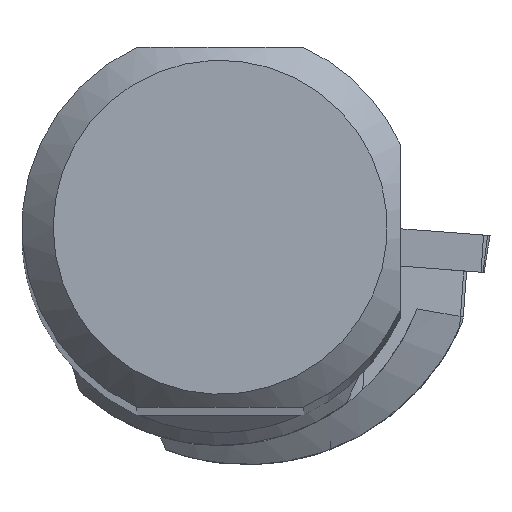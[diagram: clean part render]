
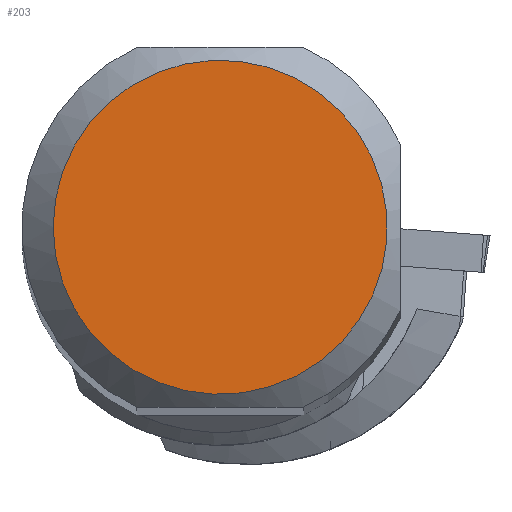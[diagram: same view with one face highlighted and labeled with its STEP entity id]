
A CAD part, top view. The second image highlights one B-rep face of the part: STEP entity #203.
In plain terms, the highlighted planar face has unit normal (0, 0, 1).
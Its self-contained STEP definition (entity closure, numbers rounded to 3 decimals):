
#158=FACE_OUTER_BOUND('',#404,.T.);
#203=ADVANCED_FACE('CU_SU_BP3',(#158),#233,.T.);
#233=PLANE('',#1064);
#404=EDGE_LOOP('',(#581));
#581=ORIENTED_EDGE('',*,*,#852,.F.);
#745=VERTEX_POINT('',#1793);
#852=EDGE_CURVE('',#745,#745,#899,.T.);
#899=CIRCLE('',#1063,10.691);
#1063=AXIS2_PLACEMENT_3D('',#1792,#1285,#1286);
#1064=AXIS2_PLACEMENT_3D('',#1794,#1287,#1288);
#1285=DIRECTION('',(0.,0.,-1.));
#1286=DIRECTION('',(-1.,0.,0.));
#1287=DIRECTION('',(0.,0.,1.));
#1288=DIRECTION('',(-1.,0.,0.));
#1792=CARTESIAN_POINT('',(0.,0.,0.));
#1793=CARTESIAN_POINT('',(-10.691,0.,0.));
#1794=CARTESIAN_POINT('',(0.,0.,0.));
